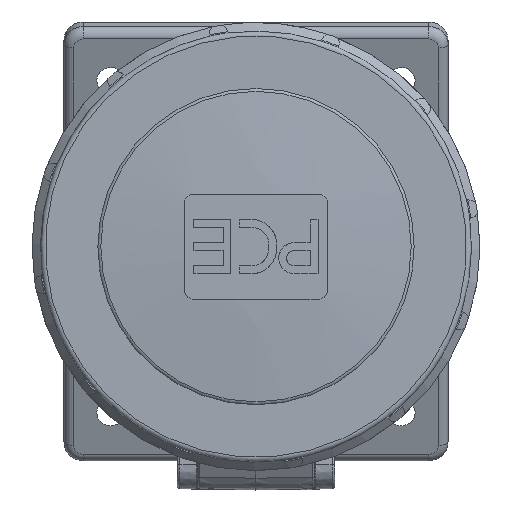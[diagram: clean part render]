
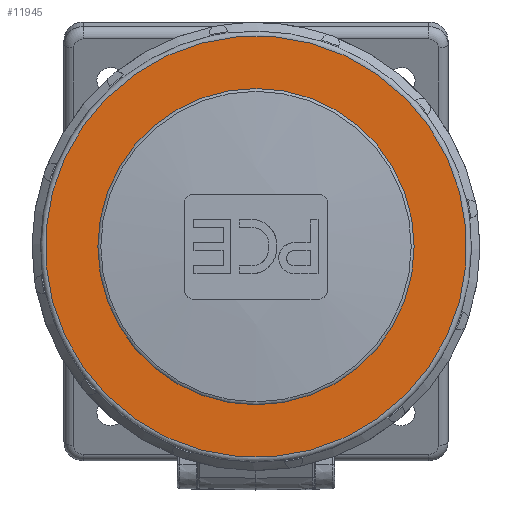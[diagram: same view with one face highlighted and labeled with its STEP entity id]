
A CAD part, front view. The second image highlights one B-rep face of the part: STEP entity #11945.
In plain terms, the highlighted planar face has unit normal (0, -1, 0).
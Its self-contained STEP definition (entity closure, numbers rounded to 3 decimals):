
#2571 = DIRECTION ( 'NONE',  ( 0., -1., 0. ) ) ;
#3787 = CIRCLE ( 'NONE', #69991, 32.656 ) ;
#8505 = FACE_BOUND ( 'NONE', #48712, .T. ) ;
#8788 = FACE_OUTER_BOUND ( 'NONE', #31875, .T. ) ;
#11945 = ADVANCED_FACE ( 'NONE', ( #8788, #8505 ), #12117, .T. ) ;
#12117 = PLANE ( 'NONE',  #46287 ) ;
#15650 = ORIENTED_EDGE ( 'NONE', *, *, #24475, .T. ) ;
#18199 = DIRECTION ( 'NONE',  ( 0., -1., 0. ) ) ;
#24475 = EDGE_CURVE ( 'NONE', #52802, #52802, #56032, .T. ) ;
#26628 = EDGE_CURVE ( 'NONE', #52275, #52275, #3787, .T. ) ;
#26966 = CARTESIAN_POINT ( 'NONE',  ( 0., -9.5, 0. ) ) ;
#31875 = EDGE_LOOP ( 'NONE', ( #15650 ) ) ;
#33033 = DIRECTION ( 'NONE',  ( 0., 0., -1. ) ) ;
#34672 = AXIS2_PLACEMENT_3D ( 'NONE', #38754, #2571, #44855 ) ;
#35361 = CARTESIAN_POINT ( 'NONE',  ( 35.633, -9.5, -24.951 ) ) ;
#38754 = CARTESIAN_POINT ( 'NONE',  ( 0., -9.5, 0. ) ) ;
#41416 = CARTESIAN_POINT ( 'NONE',  ( 0., -9.5, -32.656 ) ) ;
#42183 = CARTESIAN_POINT ( 'NONE',  ( 19.157, -9.5, 27.36 ) ) ;
#44855 = DIRECTION ( 'NONE',  ( 0.819, 0., -0.574 ) ) ;
#46287 = AXIS2_PLACEMENT_3D ( 'NONE', #42183, #18199, #60761 ) ;
#48712 = EDGE_LOOP ( 'NONE', ( #60819 ) ) ;
#52275 = VERTEX_POINT ( 'NONE', #41416 ) ;
#52802 = VERTEX_POINT ( 'NONE', #35361 ) ;
#56032 = CIRCLE ( 'NONE', #34672, 43.5 ) ;
#60761 = DIRECTION ( 'NONE',  ( 0.819, 0., -0.574 ) ) ;
#60819 = ORIENTED_EDGE ( 'NONE', *, *, #26628, .T. ) ;
#69712 = DIRECTION ( 'NONE',  ( 0., 1., 0. ) ) ;
#69991 = AXIS2_PLACEMENT_3D ( 'NONE', #26966, #69712, #33033 ) ;
